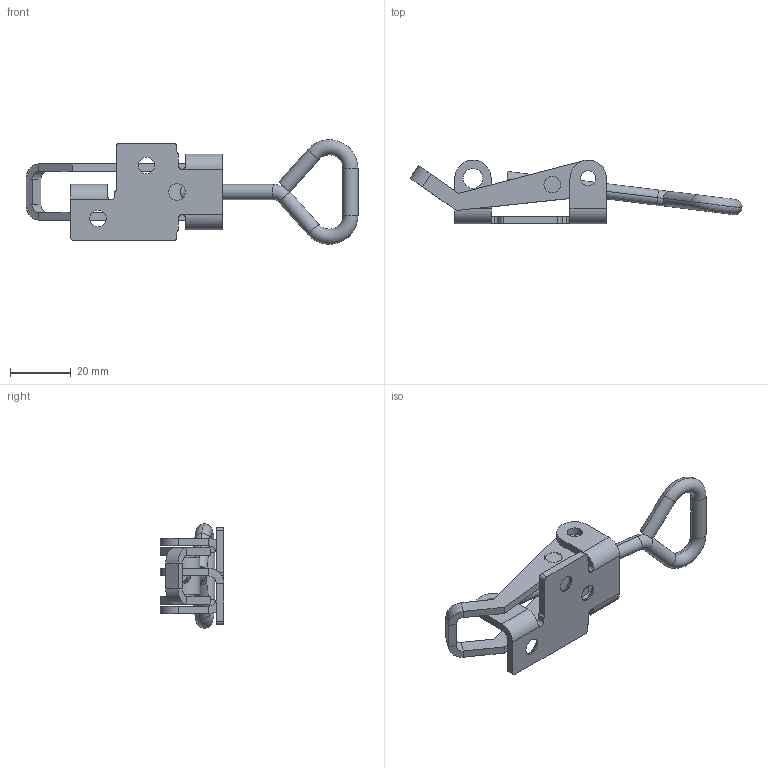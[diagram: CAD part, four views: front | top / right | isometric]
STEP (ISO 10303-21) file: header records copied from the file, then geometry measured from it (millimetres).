
FILE_DESCRIPTION((''),'2;1');
FILE_NAME('LATCH-702SS_ASM','2012-05-31T',('Pierre du Toit'),(''),'PRO/ENGINEER BY PARAMETRIC TECHNOLOGY CORPORATION, 2011490','PRO/ENGINEER BY PARAMETRIC TECHNOLOGY CORPORATION, 2011490','');
FILE_SCHEMA(('CONFIG_CONTROL_DESIGN'));
Length unit declared in the file: millimetre
Products named in the file (5): LATCH_BASE-702SS; LATCH_TOGGLE-702SS; LATCH_PIN-702SS; LATCH_HOOK-702SS; LATCH-702SS_ASM
Assembly tree (4 placements, depth 2):
  LATCH-702SS_ASM
    LATCH_BASE-702SS
    LATCH_TOGGLE-702SS
    LATCH_PIN-702SS
    LATCH_HOOK-702SS
Bounding box: 109.48 x 21 x 34.5 mm (x, y, z)
Volume: 10193.3 mm3; surface area: 10215.3 mm2
Topology: 4 solids, 5 shells, 134 faces, 324 edges, 198 vertices
Faces by surface type: cylinder 63, plane 56, cone 6, torus 6, bspline 3
Entity records: 4290 total; most frequent: CARTESIAN_POINT 945, DIRECTION 716, ORIENTED_EDGE 640, EDGE_CURVE 324, AXIS2_PLACEMENT_3D 272, VERTEX_POINT 198, VECTOR 172, LINE 172
